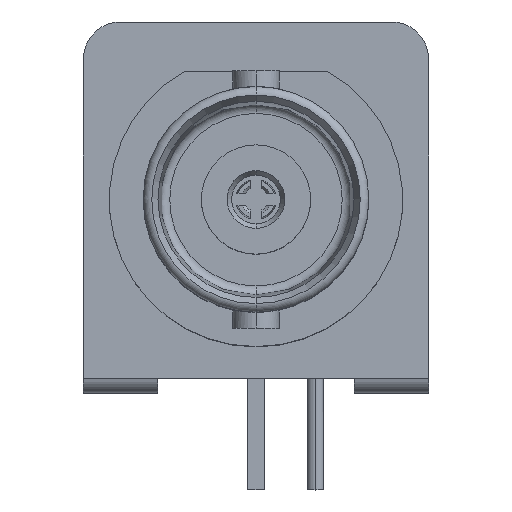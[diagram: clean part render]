
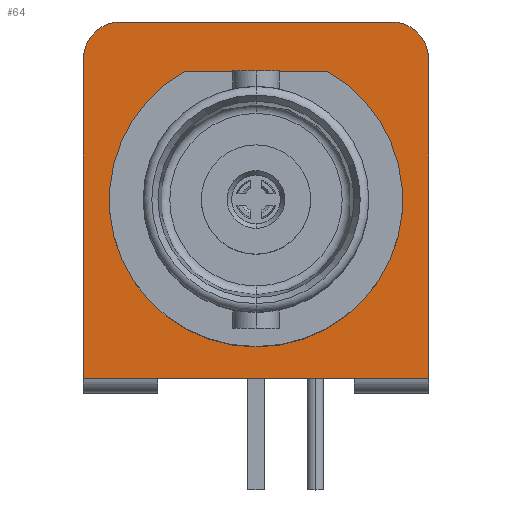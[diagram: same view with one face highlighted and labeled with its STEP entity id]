
A CAD part, top view. The second image highlights one B-rep face of the part: STEP entity #64.
In plain terms, the highlighted planar face has unit normal (0, 0, 1).
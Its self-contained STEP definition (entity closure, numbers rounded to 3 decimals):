
#64=ADVANCED_FACE('',(#249,#250),#251,.T.);
#249=FACE_OUTER_BOUND('',#595,.T.);
#250=FACE_BOUND('',#596,.T.);
#251=PLANE('',#597);
#595=EDGE_LOOP('',(#1037,#1038,#1039,#1040,#1041,#1042));
#596=EDGE_LOOP('',(#1043,#1044,#1045));
#597=AXIS2_PLACEMENT_3D('',#1046,#1047,#1048);
#1037=ORIENTED_EDGE('',*,*,#2356,.T.);
#1038=ORIENTED_EDGE('',*,*,#2357,.T.);
#1039=ORIENTED_EDGE('',*,*,#2358,.T.);
#1040=ORIENTED_EDGE('',*,*,#2359,.T.);
#1041=ORIENTED_EDGE('',*,*,#2360,.T.);
#1042=ORIENTED_EDGE('',*,*,#2361,.T.);
#1043=ORIENTED_EDGE('',*,*,#2354,.T.);
#1044=ORIENTED_EDGE('',*,*,#2355,.F.);
#1045=ORIENTED_EDGE('',*,*,#2326,.F.);
#1046=CARTESIAN_POINT('',(0.0,0.0,-20.828));
#1047=DIRECTION('',(0.0,0.0,1.0));
#1048=DIRECTION('',(1.0,-0.0,0.0));
#2326=EDGE_CURVE('',#2797,#2793,#2799,.T.);
#2354=EDGE_CURVE('',#2797,#2841,#2843,.T.);
#2355=EDGE_CURVE('',#2793,#2841,#2844,.T.);
#2356=EDGE_CURVE('',#2845,#2846,#2847,.T.);
#2357=EDGE_CURVE('',#2846,#2848,#2849,.T.);
#2358=EDGE_CURVE('',#2848,#2850,#2851,.T.);
#2359=EDGE_CURVE('',#2850,#2852,#2853,.T.);
#2360=EDGE_CURVE('',#2852,#2854,#2855,.T.);
#2361=EDGE_CURVE('',#2854,#2845,#2856,.T.);
#2793=VERTEX_POINT('',#3546);
#2797=VERTEX_POINT('',#3551);
#2799=CIRCLE('',#3554,6.274);
#2841=VERTEX_POINT('',#3673);
#2843=LINE('',#3676,#3677);
#2844=CIRCLE('',#3678,6.274);
#2845=VERTEX_POINT('',#3679);
#2846=VERTEX_POINT('',#3680);
#2847=LINE('',#3681,#3682);
#2848=VERTEX_POINT('',#3683);
#2849=LINE('',#3684,#3685);
#2850=VERTEX_POINT('',#3686);
#2851=LINE('',#3687,#3688);
#2852=VERTEX_POINT('',#3689);
#2853=CIRCLE('',#3690,1.575);
#2854=VERTEX_POINT('',#3691);
#2855=LINE('',#3692,#3693);
#2856=CIRCLE('',#3694,1.575);
#3546=CARTESIAN_POINT('',(0.,-6.274,-20.828));
#3551=CARTESIAN_POINT('',(-3.043,5.486,-20.828));
#3554=AXIS2_PLACEMENT_3D('',#4834,#4835,#4836);
#3673=CARTESIAN_POINT('',(3.043,5.486,-20.828));
#3676=CARTESIAN_POINT('',(-3.043,5.486,-20.828));
#3677=VECTOR('',#4886,6.086);
#3678=AXIS2_PLACEMENT_3D('',#4887,#4888,#4889);
#3679=CARTESIAN_POINT('',(-7.379,6.045,-20.828));
#3680=CARTESIAN_POINT('',(-7.379,-7.62,-20.828));
#3681=CARTESIAN_POINT('',(-7.379,6.045,-20.828));
#3682=VECTOR('',#4890,13.665);
#3683=CARTESIAN_POINT('',(7.379,-7.62,-20.828));
#3684=CARTESIAN_POINT('',(-7.379,-7.62,-20.828));
#3685=VECTOR('',#4891,14.757);
#3686=CARTESIAN_POINT('',(7.379,6.045,-20.828));
#3687=CARTESIAN_POINT('',(7.379,-7.62,-20.828));
#3688=VECTOR('',#4892,13.665);
#3689=CARTESIAN_POINT('',(5.804,7.62,-20.828));
#3690=AXIS2_PLACEMENT_3D('',#4893,#4894,#4895);
#3691=CARTESIAN_POINT('',(-5.804,7.62,-20.828));
#3692=CARTESIAN_POINT('',(5.804,7.62,-20.828));
#3693=VECTOR('',#4896,11.608);
#3694=AXIS2_PLACEMENT_3D('',#4897,#4898,#4899);
#4834=CARTESIAN_POINT('',(0.0,0.0,-20.828));
#4835=DIRECTION('',(0.0,0.0,1.0));
#4836=DIRECTION('',(-0.485,0.874,0.0));
#4886=DIRECTION('',(1.0,0.0,0.0));
#4887=CARTESIAN_POINT('',(0.0,0.0,-20.828));
#4888=DIRECTION('',(0.0,0.0,1.0));
#4889=DIRECTION('',(-0.485,0.874,0.0));
#4890=DIRECTION('',(0.0,-1.0,0.0));
#4891=DIRECTION('',(1.0,0.0,0.0));
#4892=DIRECTION('',(0.0,1.0,0.0));
#4893=CARTESIAN_POINT('',(5.804,6.045,-20.828));
#4894=DIRECTION('',(0.0,0.0,1.0));
#4895=DIRECTION('',(1.0,0.0,0.0));
#4896=DIRECTION('',(-1.0,0.0,0.0));
#4897=CARTESIAN_POINT('',(-5.804,6.045,-20.828));
#4898=DIRECTION('',(0.0,-0.0,1.0));
#4899=DIRECTION('',(0.0,1.0,0.0));
